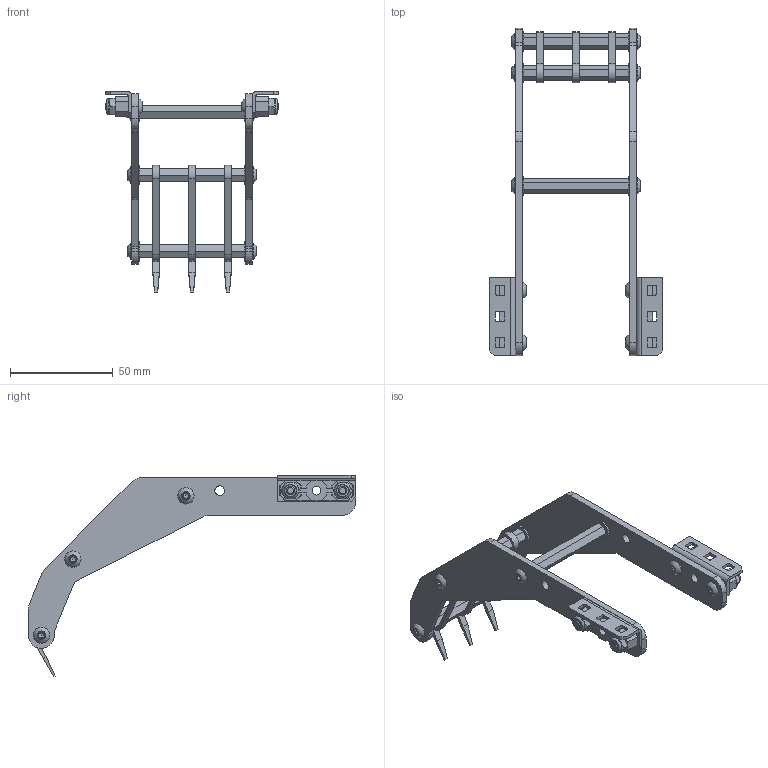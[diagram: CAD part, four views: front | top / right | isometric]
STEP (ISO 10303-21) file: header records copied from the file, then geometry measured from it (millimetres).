
FILE_DESCRIPTION(/* description */ (''),/* implementation_level */ '2;1');
FILE_NAME(/* name */ 'Hood Assembly.step',/* time_stamp */ '2024-06-28T04:31:53-05:00',/* author */ (''),/* organization */ (''),/* preprocessor_version */ 'ST-DEVELOPER v20',/* originating_system */ 'Autodesk Translation Framework v13.14.0.145',/* authorisation */ '');
FILE_SCHEMA (('AUTOMOTIVE_DESIGN { 1 0 10303 214 3 1 1 }'));
Length unit declared in the file: inch
Products named in the file (10): Hood; Hood Delrin; Hood Delrin_1; 1x1 Angle Alu v1; Bearing Flat, Pillow; Screw Star v1; Nut Thin Nylock; Washer (Steel) v1; Standoff v1; Screw Star v1 (1)
Assembly tree (29 placements, depth 2):
  Hood
    Washer (Steel) v1  x6
    Hood Delrin
    Hood Delrin_1
    Standoff v1  x3
    Bearing Flat, Pillow  x2
    1x1 Angle Alu v1  x2
    Screw Star v1  x4
    Nut Thin Nylock  x4
    Screw Star v1 (1)  x6
Bounding box: 84.07 x 159.2 x 98.04 mm (x, y, z)
Volume: 37501.2 mm3; surface area: 37147.7 mm2
Topology: 32 solids, 32 shells, 904 faces, 2262 edges, 1480 vertices
Faces by surface type: plane 469, cylinder 297, cone 114, torus 14, sphere 10
Full cylindrical faces by diameter (mm): 3.391 x8, 4.166 x10, 4.191 x6, 4.242 x6, 4.394 x6, 4.521 x2, 4.572 x4, 4.648 x8, 5.588 x4, 7.874 x4, 7.925 x10, 9.525 x6
Entity records: 13467 total; most frequent: CARTESIAN_POINT 2972, ORIENTED_EDGE 2092, DIRECTION 2068, EDGE_CURVE 1046, LINE 698, VECTOR 698, VERTEX_POINT 688, AXIS2_PLACEMENT_3D 685
